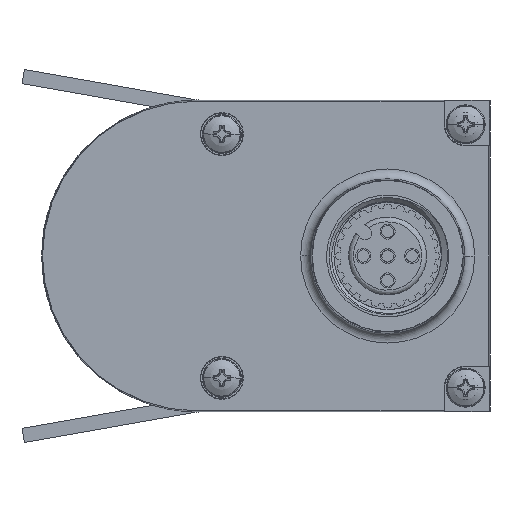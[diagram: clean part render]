
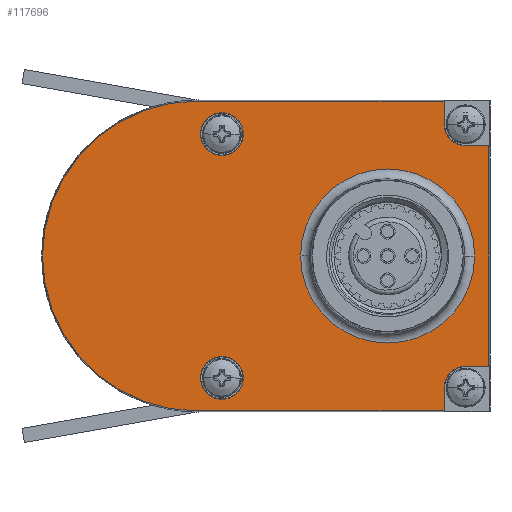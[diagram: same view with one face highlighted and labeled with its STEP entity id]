
A CAD part, left-side view. The second image highlights one B-rep face of the part: STEP entity #117696.
In plain terms, the highlighted planar face has unit normal (-1, 0, 0).
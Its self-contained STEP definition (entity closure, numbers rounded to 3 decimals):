
#61896=CARTESIAN_POINT('',(-149.,30.,0.));
#61897=DIRECTION('',(-1.,0.,0.));
#61898=DIRECTION('',(0.,0.,1.));
#61899=AXIS2_PLACEMENT_3D('',#61896,#61897,#61898);
#61901=DIRECTION('',(0.,1.,0.));
#61902=VECTOR('',#61901,25.3);
#61903=CARTESIAN_POINT('',(-149.,4.7,15.895));
#61904=LINE('',#61903,#61902);
#61905=DIRECTION('',(0.,0.,-1.));
#61906=VECTOR('',#61905,2.395);
#61907=CARTESIAN_POINT('',(-149.,4.7,15.895));
#61908=LINE('',#61907,#61906);
#61909=CARTESIAN_POINT('',(-149.,2.5,13.5));
#61910=DIRECTION('',(-1.,0.,0.));
#61911=DIRECTION('',(0.,1.,0.));
#61912=AXIS2_PLACEMENT_3D('',#61909,#61910,#61911);
#61914=DIRECTION('',(0.,1.,0.));
#61915=VECTOR('',#61914,2.395);
#61916=CARTESIAN_POINT('',(-149.,0.105,11.3));
#61917=LINE('',#61916,#61915);
#61918=DIRECTION('',(0.,0.,1.));
#61919=VECTOR('',#61918,22.6);
#61920=CARTESIAN_POINT('',(-149.,0.105,-11.3));
#61921=LINE('',#61920,#61919);
#61922=DIRECTION('',(0.,1.,0.));
#61923=VECTOR('',#61922,2.395);
#61924=CARTESIAN_POINT('',(-149.,0.105,-11.3));
#61925=LINE('',#61924,#61923);
#61926=CARTESIAN_POINT('',(-149.,2.5,-13.5));
#61927=DIRECTION('',(-1.,0.,0.));
#61928=DIRECTION('',(0.,0.,1.));
#61929=AXIS2_PLACEMENT_3D('',#61926,#61927,#61928);
#61931=DIRECTION('',(0.,0.,1.));
#61932=VECTOR('',#61931,2.395);
#61933=CARTESIAN_POINT('',(-149.,4.7,-15.895));
#61934=LINE('',#61933,#61932);
#61935=DIRECTION('',(0.,1.,0.));
#61936=VECTOR('',#61935,25.3);
#61937=CARTESIAN_POINT('',(-149.,4.7,-15.895));
#61938=LINE('',#61937,#61936);
#61939=CARTESIAN_POINT('',(-149.,27.5,12.5));
#61940=DIRECTION('',(-1.,0.,0.));
#61941=DIRECTION('',(0.,0.,1.));
#61942=AXIS2_PLACEMENT_3D('',#61939,#61940,#61941);
#61944=CARTESIAN_POINT('',(-149.,27.5,12.5));
#61945=DIRECTION('',(-1.,0.,0.));
#61946=DIRECTION('',(0.,0.,-1.));
#61947=AXIS2_PLACEMENT_3D('',#61944,#61945,#61946);
#61949=CARTESIAN_POINT('',(-149.,27.5,-12.5));
#61950=DIRECTION('',(-1.,0.,0.));
#61951=DIRECTION('',(0.,0.,1.));
#61952=AXIS2_PLACEMENT_3D('',#61949,#61950,#61951);
#61954=CARTESIAN_POINT('',(-149.,27.5,-12.5));
#61955=DIRECTION('',(-1.,0.,0.));
#61956=DIRECTION('',(0.,0.,-1.));
#61957=AXIS2_PLACEMENT_3D('',#61954,#61955,#61956);
#61959=CARTESIAN_POINT('',(-149.,10.5,0.));
#61960=DIRECTION('',(-1.,0.,0.));
#61961=DIRECTION('',(0.,1.,0.));
#61962=AXIS2_PLACEMENT_3D('',#61959,#61960,#61961);
#61964=CARTESIAN_POINT('',(-149.,10.5,0.));
#61965=DIRECTION('',(-1.,0.,0.));
#61966=DIRECTION('',(0.,-1.,0.));
#61967=AXIS2_PLACEMENT_3D('',#61964,#61965,#61966);
#75085=CARTESIAN_POINT('',(-149.,30.,15.895));
#75086=CARTESIAN_POINT('',(-149.,30.,-15.895));
#75087=VERTEX_POINT('',#75085);
#75088=VERTEX_POINT('',#75086);
#75097=CARTESIAN_POINT('',(-149.,27.5,14.7));
#75098=CARTESIAN_POINT('',(-149.,27.5,10.3));
#75099=VERTEX_POINT('',#75097);
#75100=VERTEX_POINT('',#75098);
#75101=CARTESIAN_POINT('',(-149.,27.5,-10.3));
#75102=CARTESIAN_POINT('',(-149.,27.5,-14.7));
#75103=VERTEX_POINT('',#75101);
#75104=VERTEX_POINT('',#75102);
#75159=CARTESIAN_POINT('',(-149.,19.425,0.));
#75160=CARTESIAN_POINT('',(-149.,1.575,0.));
#75161=VERTEX_POINT('',#75159);
#75162=VERTEX_POINT('',#75160);
#75183=CARTESIAN_POINT('',(-149.,4.7,13.5));
#75184=CARTESIAN_POINT('',(-149.,2.5,11.3));
#75185=VERTEX_POINT('',#75183);
#75186=VERTEX_POINT('',#75184);
#75187=CARTESIAN_POINT('',(-149.,2.5,-11.3));
#75188=CARTESIAN_POINT('',(-149.,4.7,-13.5));
#75189=VERTEX_POINT('',#75187);
#75190=VERTEX_POINT('',#75188);
#75191=CARTESIAN_POINT('',(-149.,4.7,15.895));
#75192=VERTEX_POINT('',#75191);
#75193=CARTESIAN_POINT('',(-149.,0.105,11.3));
#75194=VERTEX_POINT('',#75193);
#75195=CARTESIAN_POINT('',(-149.,0.105,-11.3));
#75196=VERTEX_POINT('',#75195);
#75197=CARTESIAN_POINT('',(-149.,4.7,-15.895));
#75198=VERTEX_POINT('',#75197);
#117656=CARTESIAN_POINT('',(-149.,30.,0.));
#117657=DIRECTION('',(-1.,0.,0.));
#117658=DIRECTION('',(0.,0.,1.));
#117659=AXIS2_PLACEMENT_3D('',#117656,#117657,#117658);
#117660=PLANE('',#117659);
#117661=ORIENTED_EDGE('',*,*,#78864,.F.);
#117662=ORIENTED_EDGE('',*,*,#78890,.F.);
#117664=ORIENTED_EDGE('',*,*,#117663,.T.);
#117666=ORIENTED_EDGE('',*,*,#117665,.T.);
#117668=ORIENTED_EDGE('',*,*,#117667,.F.);
#117669=ORIENTED_EDGE('',*,*,#79414,.F.);
#117671=ORIENTED_EDGE('',*,*,#117670,.T.);
#117673=ORIENTED_EDGE('',*,*,#117672,.T.);
#117674=ORIENTED_EDGE('',*,*,#117648,.F.);
#117675=ORIENTED_EDGE('',*,*,#79346,.T.);
#117676=EDGE_LOOP('',(#117661,#117662,#117664,#117666,#117668,#117669,#117671,
#117673,#117674,#117675));
#117677=FACE_OUTER_BOUND('',#117676,.F.);
#117679=ORIENTED_EDGE('',*,*,#117678,.T.);
#117681=ORIENTED_EDGE('',*,*,#117680,.T.);
#117682=EDGE_LOOP('',(#117679,#117681));
#117683=FACE_BOUND('',#117682,.F.);
#117685=ORIENTED_EDGE('',*,*,#117684,.T.);
#117687=ORIENTED_EDGE('',*,*,#117686,.T.);
#117688=EDGE_LOOP('',(#117685,#117687));
#117689=FACE_BOUND('',#117688,.F.);
#117691=ORIENTED_EDGE('',*,*,#117690,.T.);
#117693=ORIENTED_EDGE('',*,*,#117692,.T.);
#117694=EDGE_LOOP('',(#117691,#117693));
#117695=FACE_BOUND('',#117694,.F.);
#117696=ADVANCED_FACE('',(#117677,#117683,#117689,#117695),#117660,.T.);
#61900=CIRCLE('',#61899,15.895);
#61913=CIRCLE('',#61912,2.2);
#61930=CIRCLE('',#61929,2.2);
#61943=CIRCLE('',#61942,2.2);
#61948=CIRCLE('',#61947,2.2);
#61953=CIRCLE('',#61952,2.2);
#61958=CIRCLE('',#61957,2.2);
#61963=CIRCLE('',#61962,8.925);
#61968=CIRCLE('',#61967,8.925);
#78864=EDGE_CURVE('',#75087,#75088,#61900,.T.);
#78890=EDGE_CURVE('',#75192,#75087,#61904,.T.);
#79346=EDGE_CURVE('',#75198,#75088,#61938,.T.);
#79414=EDGE_CURVE('',#75196,#75194,#61921,.T.);
#117648=EDGE_CURVE('',#75198,#75190,#61934,.T.);
#117663=EDGE_CURVE('',#75192,#75185,#61908,.T.);
#117665=EDGE_CURVE('',#75185,#75186,#61913,.T.);
#117667=EDGE_CURVE('',#75194,#75186,#61917,.T.);
#117670=EDGE_CURVE('',#75196,#75189,#61925,.T.);
#117672=EDGE_CURVE('',#75189,#75190,#61930,.T.);
#117678=EDGE_CURVE('',#75099,#75100,#61943,.T.);
#117680=EDGE_CURVE('',#75100,#75099,#61948,.T.);
#117684=EDGE_CURVE('',#75103,#75104,#61953,.T.);
#117686=EDGE_CURVE('',#75104,#75103,#61958,.T.);
#117690=EDGE_CURVE('',#75161,#75162,#61963,.T.);
#117692=EDGE_CURVE('',#75162,#75161,#61968,.T.);
